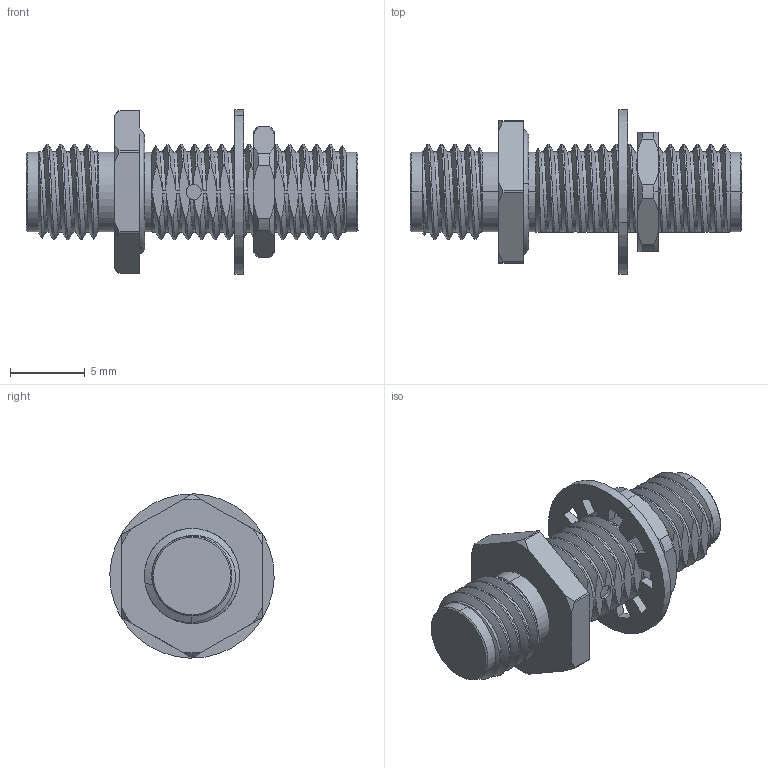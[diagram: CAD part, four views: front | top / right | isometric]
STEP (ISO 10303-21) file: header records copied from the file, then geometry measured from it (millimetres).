
FILE_DESCRIPTION (( 'STEP AP203' ), '1' );
FILE_NAME ('LCAD9620_3D.STEP', '2022-08-24T21:45:06', ( '' ), ( '' ), 'SwSTEP 2.0', 'SolidWorks 2021', '' );
FILE_SCHEMA (( 'CONFIG_CONTROL_DESIGN' ));
Length unit declared in the file: inch
Products named in the file (5): LCAD9620_3D; AD06F06FS3; ORIng; Nut; Washer
Assembly tree (4 placements, depth 2):
  LCAD9620_3D
    AD06F06FS3
    Nut
    ORIng
    Washer
Bounding box: 22.23 x 11 x 11 mm (x, y, z)
Volume: 715.1 mm3; surface area: 1119.2 mm2
Topology: 4 solids, 4 shells, 229 faces, 637 edges, 414 vertices
Faces by surface type: cylinder 91, bspline 54, plane 43, cone 41
Entity records: 34019 total; most frequent: CARTESIAN_POINT 28355, ORIENTED_EDGE 1270, DIRECTION 870, EDGE_CURVE 635, VERTEX_POINT 414, AXIS2_PLACEMENT_3D 330, EDGE_LOOP 235, ADVANCED_FACE 229
